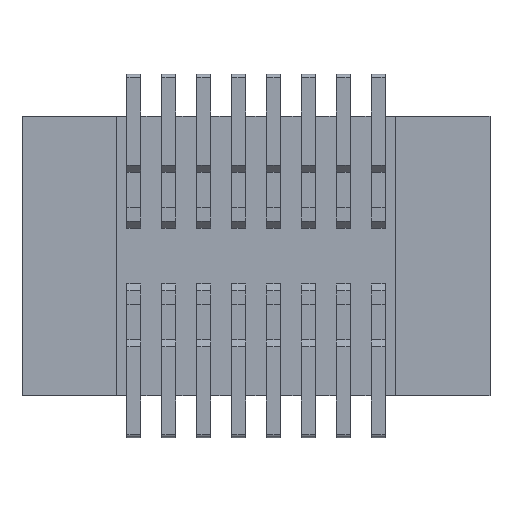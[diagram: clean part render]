
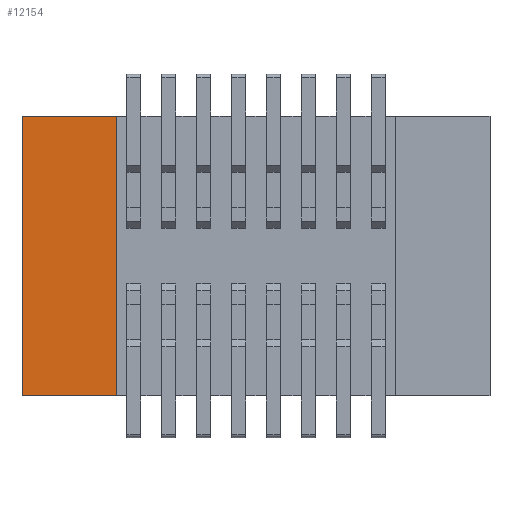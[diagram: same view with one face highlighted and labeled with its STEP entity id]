
A CAD part, front view. The second image highlights one B-rep face of the part: STEP entity #12154.
In plain terms, the highlighted planar face has unit normal (0, -1, 0).
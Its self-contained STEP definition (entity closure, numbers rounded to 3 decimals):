
#49=DIRECTION('',(-1.,0.,0.));
#50=VECTOR('',#49,1.35);
#51=CARTESIAN_POINT('',(6.,0.,-2.));
#52=LINE('',#51,#50);
#121=DIRECTION('',(0.,0.,1.));
#122=VECTOR('',#121,4.);
#123=CARTESIAN_POINT('',(4.65,0.,-2.));
#124=LINE('',#123,#122);
#125=DIRECTION('',(1.,0.,0.));
#126=VECTOR('',#125,1.35);
#127=CARTESIAN_POINT('',(4.65,0.,2.));
#128=LINE('',#127,#126);
#129=DIRECTION('',(0.,0.,1.));
#130=VECTOR('',#129,4.);
#131=CARTESIAN_POINT('',(6.,0.,-2.));
#132=LINE('',#131,#130);
#10235=CARTESIAN_POINT('',(6.,0.,2.));
#10236=VERTEX_POINT('',#10235);
#10237=CARTESIAN_POINT('',(4.65,0.,2.));
#10238=VERTEX_POINT('',#10237);
#10379=CARTESIAN_POINT('',(4.65,0.,-2.));
#10380=VERTEX_POINT('',#10379);
#10381=CARTESIAN_POINT('',(6.,0.,-2.));
#10382=VERTEX_POINT('',#10381);
#12142=CARTESIAN_POINT('',(5.325,0.,0.));
#12143=DIRECTION('',(0.,1.,0.));
#12144=DIRECTION('',(1.,0.,0.));
#12145=AXIS2_PLACEMENT_3D('',#12142,#12143,#12144);
#12146=PLANE('',#12145);
#12148=ORIENTED_EDGE('',*,*,#12147,.F.);
#12149=ORIENTED_EDGE('',*,*,#11801,.T.);
#12150=ORIENTED_EDGE('',*,*,#12136,.T.);
#12151=ORIENTED_EDGE('',*,*,#11626,.T.);
#12152=EDGE_LOOP('',(#12148,#12149,#12150,#12151));
#12153=FACE_OUTER_BOUND('',#12152,.F.);
#11626=EDGE_CURVE('',#10238,#10236,#128,.T.);
#11801=EDGE_CURVE('',#10382,#10380,#52,.T.);
#12136=EDGE_CURVE('',#10380,#10238,#124,.T.);
#12147=EDGE_CURVE('',#10382,#10236,#132,.T.);
#12154=ADVANCED_FACE('',(#12153),#12146,.F.);
